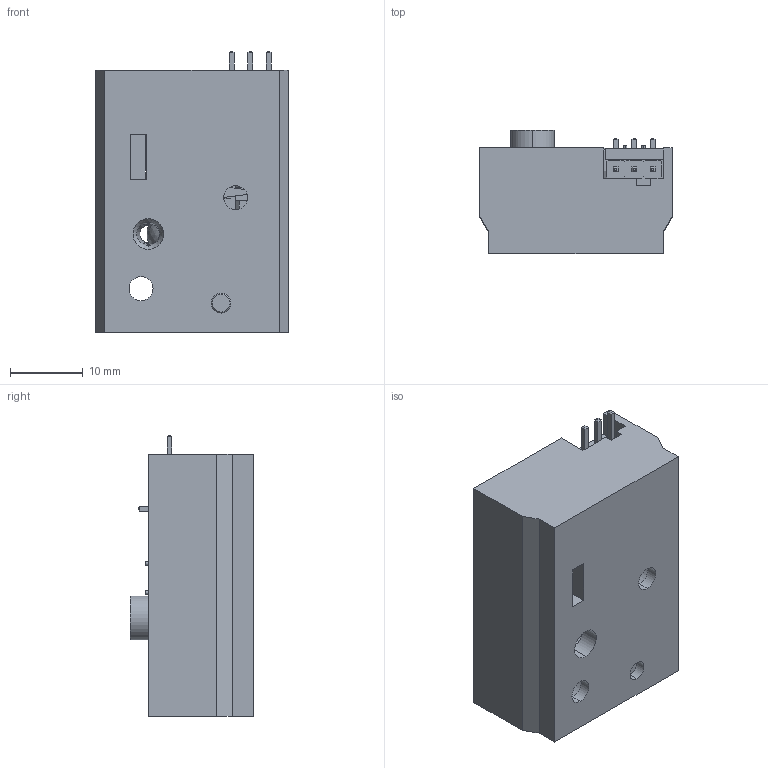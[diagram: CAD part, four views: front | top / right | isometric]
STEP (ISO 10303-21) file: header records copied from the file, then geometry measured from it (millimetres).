
FILE_DESCRIPTION (( 'STEP AP214' ), '1' );
FILE_NAME ('MK3s Sensor Add-On.STEP', '2019-03-14T15:33:26', ( '' ), ( '' ), 'SwSTEP 2.0', 'SolidWorks 2017', '' );
FILE_SCHEMA (( 'AUTOMOTIVE_DESIGN' ));
Length unit declared in the file: millimetre
Products named in the file (8): Kula 7mm; socket head cap screw_iso_ISO 4762 M3 x 10 - 10N; Sensor Housing; Lever.2.1; Magnet 10x6x2; Magnet 20x6x2; IR-sensor_Part; MK3s Sensor Add-On
Assembly tree (7 placements, depth 2):
  MK3s Sensor Add-On
    Magnet 10x6x2
    Magnet 20x6x2
    IR-sensor_Part
    Sensor Housing
    Kula 7mm
    socket head cap screw_iso_ISO 4762 M3 x 10 - 10N
    Lever.2.1
Bounding box: 26.4 x 17 x 38.54 mm (x, y, z)
Volume: 9822.1 mm3; surface area: 8208.4 mm2
Topology: 17 solids, 17 shells, 442 faces, 1124 edges, 720 vertices
Faces by surface type: plane 309, cylinder 95, bspline 16, cone 10, torus 8, sphere 4
Entity records: 17811 total; most frequent: CARTESIAN_POINT 3832, ORIENTED_EDGE 2230, DIRECTION 2171, EDGE_CURVE 1115, LINE 839, VECTOR 839, VERTEX_POINT 717, AXIS2_PLACEMENT_3D 666
